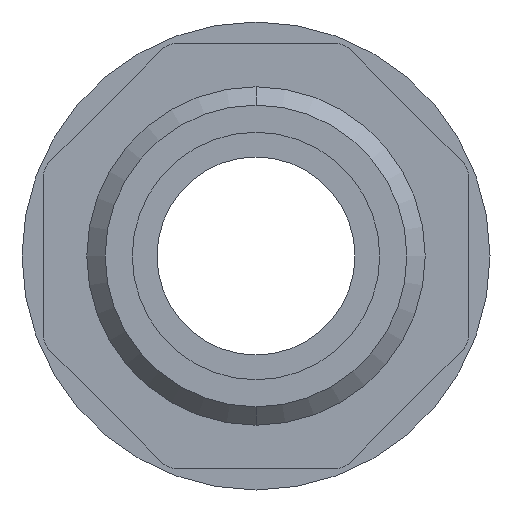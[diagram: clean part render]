
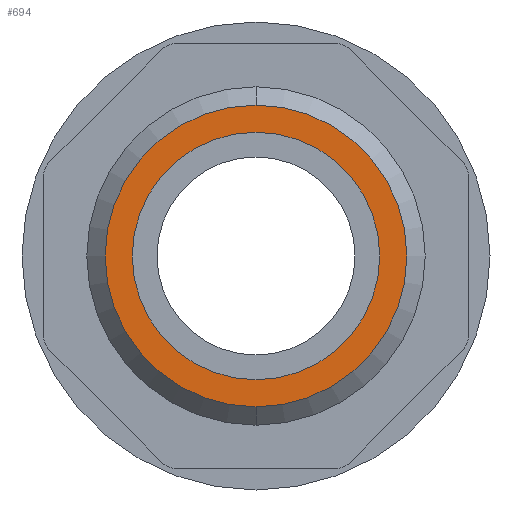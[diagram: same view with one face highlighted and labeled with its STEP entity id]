
A CAD part, front view. The second image highlights one B-rep face of the part: STEP entity #694.
In plain terms, the highlighted planar face has unit normal (0, -1, 0).
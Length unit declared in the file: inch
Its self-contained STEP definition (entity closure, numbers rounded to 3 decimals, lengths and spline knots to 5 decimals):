
#539 = EDGE_CURVE ( 'NONE', #540, #541, #1672, .T. ) ;
#540 = VERTEX_POINT ( 'NONE', #1667 ) ;
#541 = VERTEX_POINT ( 'NONE', #1665 ) ;
#553 = VERTEX_POINT ( 'NONE', #1708 ) ;
#555 = EDGE_CURVE ( 'NONE', #553, #556, #1707, .T. ) ;
#556 = VERTEX_POINT ( 'NONE', #1702 ) ;
#622 = ORIENTED_EDGE ( 'NONE', *, *, #623, .F. ) ;
#623 = EDGE_CURVE ( 'NONE', #556, #553, #1839, .T. ) ;
#624 = ORIENTED_EDGE ( 'NONE', *, *, #555, .F. ) ;
#625 = EDGE_LOOP ( 'NONE', ( #627, #628 ) ) ;
#627 = ORIENTED_EDGE ( 'NONE', *, *, #539, .F. ) ;
#628 = ORIENTED_EDGE ( 'NONE', *, *, #690, .F. ) ;
#690 = EDGE_CURVE ( 'NONE', #541, #540, #1931, .T. ) ;
#694 = ADVANCED_FACE ( 'NONE', ( #1986, #1985 ), #1984, .T. ) ;
#695 = EDGE_LOOP ( 'NONE', ( #622, #624 ) ) ;
#1665 = CARTESIAN_POINT ( 'NONE',  ( 0., 0., -0.419 ) ) ;
#1667 = CARTESIAN_POINT ( 'NONE',  ( 0., 0., 0.419 ) ) ;
#1668 = DIRECTION ( 'NONE',  ( 0., 0., 1. ) ) ;
#1669 = DIRECTION ( 'NONE',  ( 0., 1., 0. ) ) ;
#1670 = CARTESIAN_POINT ( 'NONE',  ( 0., 0., 0. ) ) ;
#1671 = AXIS2_PLACEMENT_3D ( 'NONE', #1670, #1669, #1668 ) ;
#1672 = CIRCLE ( 'NONE', #1671, 0.419 ) ;
#1702 = CARTESIAN_POINT ( 'NONE',  ( 0., 0., -0.34375 ) ) ;
#1703 = DIRECTION ( 'NONE',  ( 0., 0., -1. ) ) ;
#1704 = DIRECTION ( 'NONE',  ( 0., -1., 0. ) ) ;
#1705 = CARTESIAN_POINT ( 'NONE',  ( 0., 0., 0. ) ) ;
#1706 = AXIS2_PLACEMENT_3D ( 'NONE', #1705, #1704, #1703 ) ;
#1707 = CIRCLE ( 'NONE', #1706, 0.34375 ) ;
#1708 = CARTESIAN_POINT ( 'NONE',  ( 0., 0., 0.34375 ) ) ;
#1830 = DIRECTION ( 'NONE',  ( 0., 0., -1. ) ) ;
#1831 = DIRECTION ( 'NONE',  ( 0., -1., 0. ) ) ;
#1832 = CARTESIAN_POINT ( 'NONE',  ( 0., 0., 0. ) ) ;
#1833 = AXIS2_PLACEMENT_3D ( 'NONE', #1832, #1831, #1830 ) ;
#1839 = CIRCLE ( 'NONE', #1833, 0.34375 ) ;
#1927 = DIRECTION ( 'NONE',  ( 0., 0., 1. ) ) ;
#1928 = DIRECTION ( 'NONE',  ( 0., 1., 0. ) ) ;
#1929 = CARTESIAN_POINT ( 'NONE',  ( 0., 0., 0. ) ) ;
#1930 = AXIS2_PLACEMENT_3D ( 'NONE', #1929, #1928, #1927 ) ;
#1931 = CIRCLE ( 'NONE', #1930, 0.419 ) ;
#1980 = DIRECTION ( 'NONE',  ( 0., 0., -1. ) ) ;
#1981 = DIRECTION ( 'NONE',  ( 0., -1., 0. ) ) ;
#1982 = AXIS2_PLACEMENT_3D ( 'NONE', #1983, #1981, #1980 ) ;
#1983 = CARTESIAN_POINT ( 'NONE',  ( -0.275, 0., 0. ) ) ;
#1984 = PLANE ( 'NONE',  #1982 ) ;
#1985 = FACE_OUTER_BOUND ( 'NONE', #625, .T. ) ;
#1986 = FACE_BOUND ( 'NONE', #695, .T. ) ;
